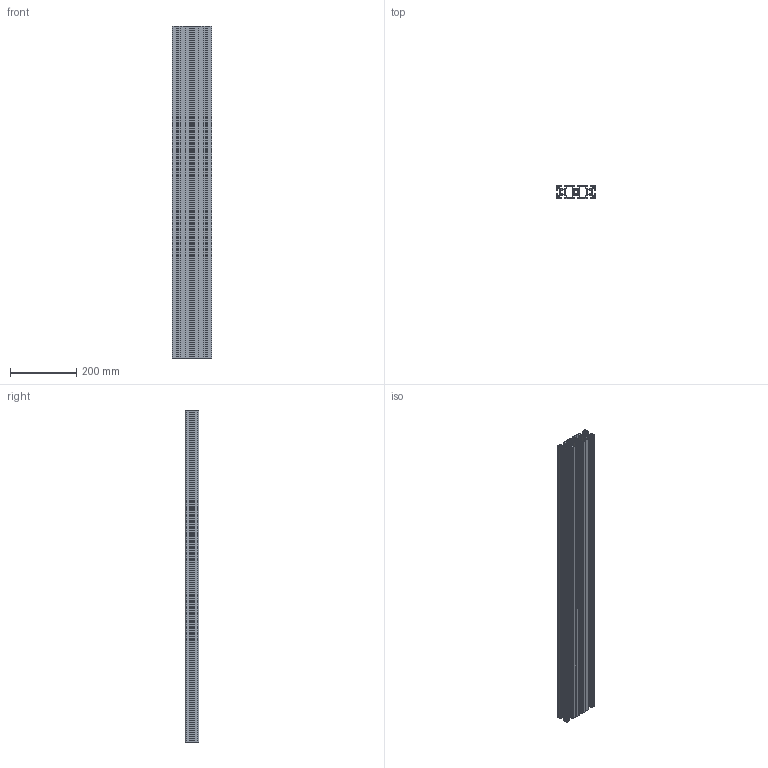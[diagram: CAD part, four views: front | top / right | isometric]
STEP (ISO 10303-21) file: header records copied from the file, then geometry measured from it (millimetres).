
FILE_DESCRIPTION (( 'STEP AP214' ), '1' );
FILE_NAME ('4412SLX Êîíñòðóêöèîííûé ïðîôèëü 40õ120SL.STEP', '2019-11-20T09:37:03', ( 'Windows User' ), ( '' ), 'SwSTEP 2.0', 'SolidWorks 2019', '' );
FILE_SCHEMA (( 'AUTOMOTIVE_DESIGN' ));
Length unit declared in the file: millimetre
Products named in the file (1): 4412SLX Êîíñòðóêöèîííûé ïðîôèëü 40õ120SL
Bounding box: 120 x 40 x 1000 mm (x, y, z)
Volume: 909081.1 mm3; surface area: 1358333.2 mm2
Topology: 1 solids, 1 shells, 758 faces, 2268 edges, 1512 vertices
Faces by surface type: plane 390, cylinder 368
Entity records: 25778 total; most frequent: CARTESIAN_POINT 4539, ORIENTED_EDGE 4536, DIRECTION 4522, EDGE_CURVE 2268, LINE 1532, VECTOR 1532, VERTEX_POINT 1512, AXIS2_PLACEMENT_3D 1495
